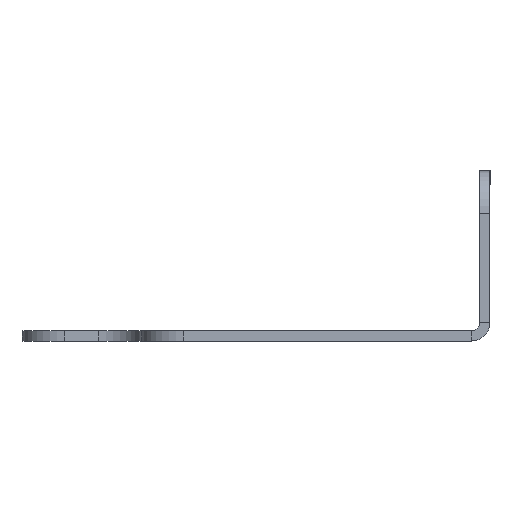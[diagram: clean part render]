
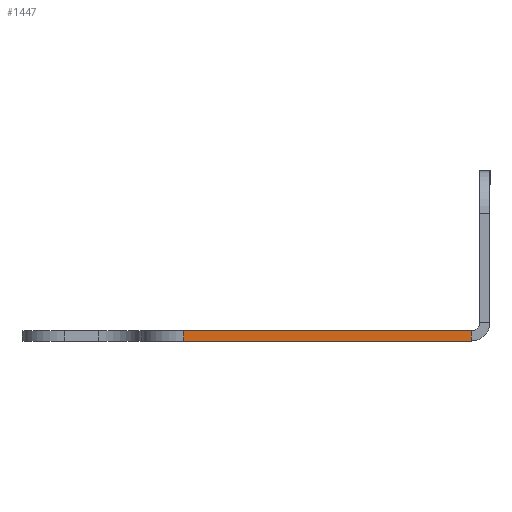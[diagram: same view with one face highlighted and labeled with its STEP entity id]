
A CAD part, left-side view. The second image highlights one B-rep face of the part: STEP entity #1447.
In plain terms, the highlighted planar face has unit normal (-1, 0, 0).
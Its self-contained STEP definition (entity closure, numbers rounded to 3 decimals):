
#101 = ORIENTED_EDGE ( 'NONE', *, *, #2196, .T. ) ;
#171 = VERTEX_POINT ( 'NONE', #1707 ) ;
#394 = CARTESIAN_POINT ( 'NONE',  ( -387., 19.4, 0. ) ) ;
#418 = DIRECTION ( 'NONE',  ( 0., -1., 0. ) ) ;
#422 = DIRECTION ( 'NONE',  ( 0., 0., 1. ) ) ;
#438 = LINE ( 'NONE', #2104, #1143 ) ;
#456 = LINE ( 'NONE', #394, #2106 ) ;
#481 = DIRECTION ( 'NONE',  ( 0., 0., -1. ) ) ;
#623 = VECTOR ( 'NONE', #481, 1000. ) ;
#685 = CARTESIAN_POINT ( 'NONE',  ( -387., 14.4, -1.2 ) ) ;
#745 = LINE ( 'NONE', #685, #623 ) ;
#788 = DIRECTION ( 'NONE',  ( 0., 0., 1. ) ) ;
#890 = EDGE_LOOP ( 'NONE', ( #1943, #2446, #892, #101 ) ) ;
#892 = ORIENTED_EDGE ( 'NONE', *, *, #2017, .T. ) ;
#963 = FACE_OUTER_BOUND ( 'NONE', #890, .T. ) ;
#981 = DIRECTION ( 'NONE',  ( 0., -1., 0. ) ) ;
#984 = CARTESIAN_POINT ( 'NONE',  ( -387., -19.4, 0. ) ) ;
#1011 = EDGE_CURVE ( 'NONE', #1491, #1505, #456, .T. ) ;
#1089 = VERTEX_POINT ( 'NONE', #2416 ) ;
#1143 = VECTOR ( 'NONE', #422, 1000. ) ;
#1347 = CARTESIAN_POINT ( 'NONE',  ( -387., 19.4, -1.2 ) ) ;
#1447 = ADVANCED_FACE ( 'NONE', ( #963 ), #1947, .T. ) ;
#1491 = VERTEX_POINT ( 'NONE', #1756 ) ;
#1505 = VERTEX_POINT ( 'NONE', #984 ) ;
#1546 = DIRECTION ( 'NONE',  ( -1., 0., 0. ) ) ;
#1642 = LINE ( 'NONE', #1347, #1878 ) ;
#1707 = CARTESIAN_POINT ( 'NONE',  ( -387., -19.4, -1.2 ) ) ;
#1739 = CARTESIAN_POINT ( 'NONE',  ( -387., 19.4, -1.2 ) ) ;
#1756 = CARTESIAN_POINT ( 'NONE',  ( -387., 14.4, 0. ) ) ;
#1878 = VECTOR ( 'NONE', #418, 1000. ) ;
#1943 = ORIENTED_EDGE ( 'NONE', *, *, #1011, .F. ) ;
#1947 = PLANE ( 'NONE',  #2413 ) ;
#2017 = EDGE_CURVE ( 'NONE', #1089, #171, #1642, .T. ) ;
#2104 = CARTESIAN_POINT ( 'NONE',  ( -387., -19.4, -1.2 ) ) ;
#2106 = VECTOR ( 'NONE', #981, 1000. ) ;
#2196 = EDGE_CURVE ( 'NONE', #171, #1505, #438, .T. ) ;
#2215 = EDGE_CURVE ( 'NONE', #1491, #1089, #745, .T. ) ;
#2413 = AXIS2_PLACEMENT_3D ( 'NONE', #1739, #1546, #788 ) ;
#2416 = CARTESIAN_POINT ( 'NONE',  ( -387., 14.4, -1.2 ) ) ;
#2446 = ORIENTED_EDGE ( 'NONE', *, *, #2215, .T. ) ;
